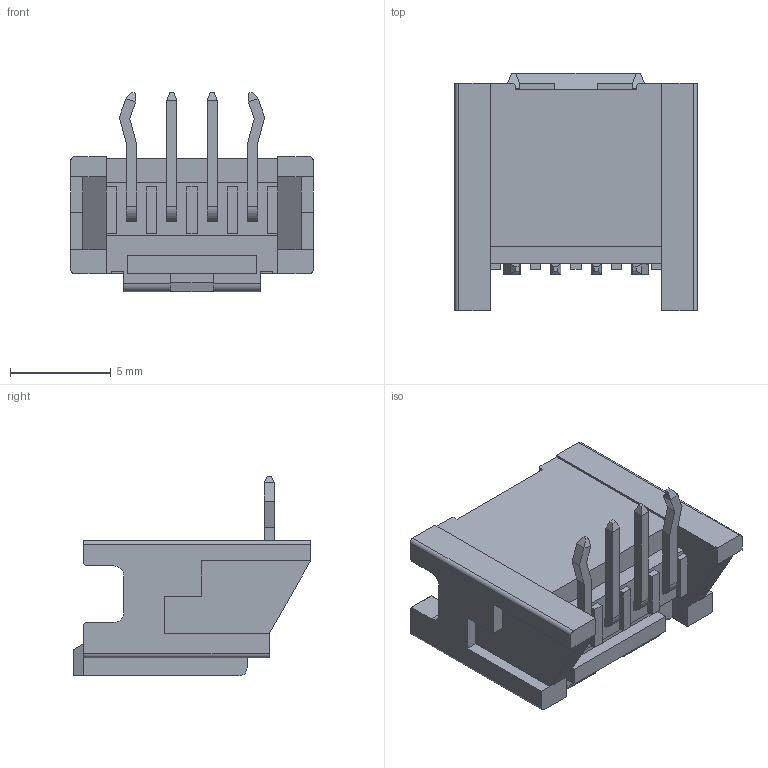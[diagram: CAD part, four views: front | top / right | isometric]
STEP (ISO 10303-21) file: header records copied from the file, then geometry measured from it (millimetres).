
FILE_DESCRIPTION((''),'2;1');
FILE_NAME('559350430','2016-09-16T',('gsharma'),(''),'PRO/ENGINEER BY PARAMETRIC TECHNOLOGY CORPORATION, 2012310','PRO/ENGINEER BY PARAMETRIC TECHNOLOGY CORPORATION, 2012310','');
FILE_SCHEMA(('CONFIG_CONTROL_DESIGN'));
Length unit declared in the file: millimetre
Products named in the file (1): 559350430
Bounding box: 12 x 11.75 x 9.9 mm (x, y, z)
Volume: 304.5 mm3; surface area: 846.7 mm2
Topology: 1 solids, 1 shells, 284 faces, 760 edges, 494 vertices
Faces by surface type: plane 246, cylinder 26, cone 12
Entity records: 8667 total; most frequent: CARTESIAN_POINT 1517, ORIENTED_EDGE 1490, DIRECTION 1402, EDGE_CURVE 745, VECTOR 688, LINE 688, VERTEX_POINT 472, AXIS2_PLACEMENT_3D 357
